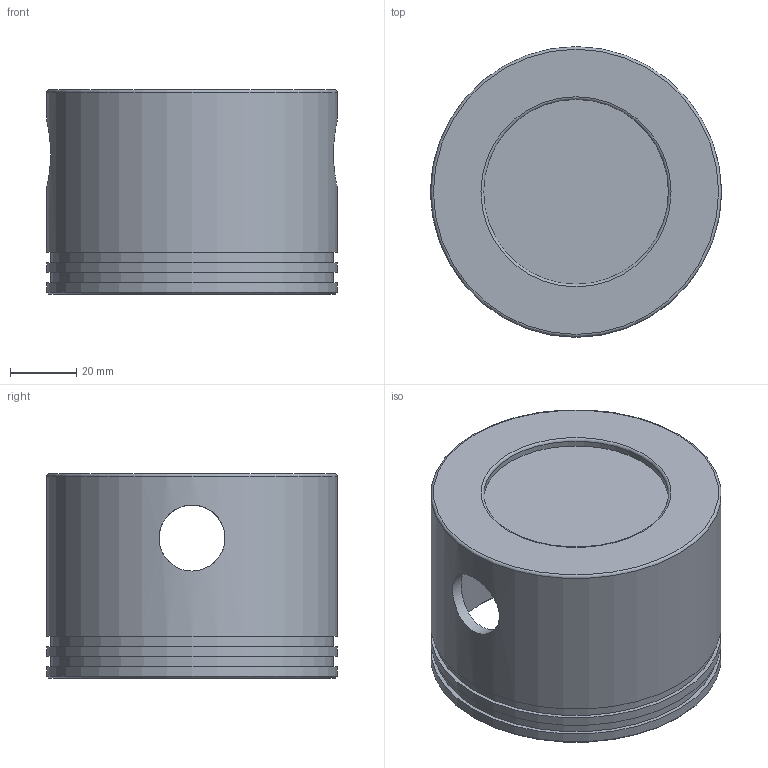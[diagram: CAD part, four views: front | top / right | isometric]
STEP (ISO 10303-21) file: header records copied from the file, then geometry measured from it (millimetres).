
FILE_DESCRIPTION(('FreeCAD Model'),'2;1');
FILE_NAME('Open CASCADE Shape Model','2025-09-22T13:05:37',('FreeCAD'),( 'FreeCAD'),'Open CASCADE STEP processor 7.8','FreeCAD','Unknown');
FILE_SCHEMA(('AUTOMOTIVE_DESIGN { 1 0 10303 214 1 1 1 1 }'));
Length unit declared in the file: millimetre
Products named in the file (1): Open CASCADE STEP translator 7.8 3
Bounding box: 88 x 88 x 62 mm (x, y, z)
Volume: 80475.5 mm3; surface area: 43966.9 mm2
Topology: 1 solids, 1 shells, 21 faces, 39 edges, 24 vertices
Faces by surface type: cylinder 9, plane 8, cone 2, torus 2
Full cylindrical faces by diameter (mm): 20 x2, 56 x1, 81 x1, 85.6 x2, 88 x3
Entity records: 1054 total; most frequent: CARTESIAN_POINT 608, DIRECTION 97, ORIENTED_EDGE 78, AXIS2_PLACEMENT_3D 42, EDGE_CURVE 39, FACE_BOUND 29, EDGE_LOOP 29, VERTEX_POINT 24
